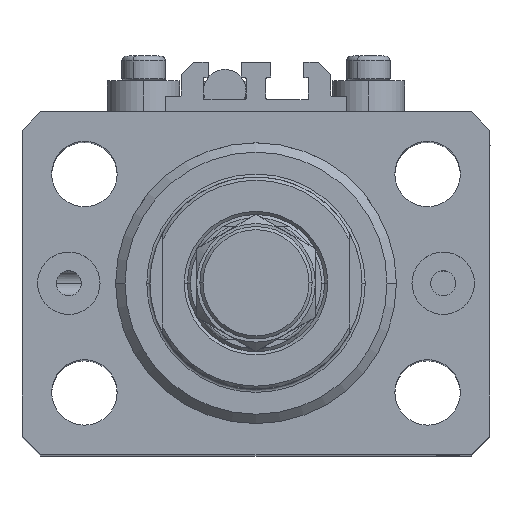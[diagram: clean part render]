
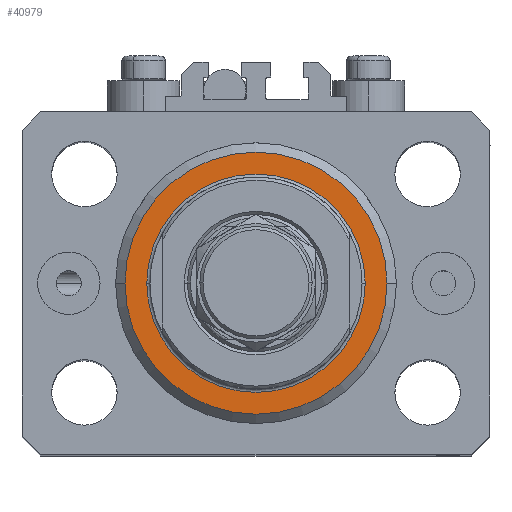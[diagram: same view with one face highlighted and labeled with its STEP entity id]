
A CAD part, top view. The second image highlights one B-rep face of the part: STEP entity #40979.
In plain terms, the highlighted face is planar.
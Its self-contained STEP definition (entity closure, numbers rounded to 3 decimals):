
#1650 = AXIS2_PLACEMENT_3D ( 'NONE', #6286, #36935, #3001 ) ;
#2590 = DIRECTION ( 'NONE',  ( 0., 0., -1. ) ) ;
#2742 = FACE_BOUND ( 'NONE', #35878, .T. ) ;
#3001 = DIRECTION ( 'NONE',  ( 1., 0., 0. ) ) ;
#6286 = CARTESIAN_POINT ( 'NONE',  ( 0., 0., 0. ) ) ;
#6903 = CARTESIAN_POINT ( 'NONE',  ( 17.5, 0., 0. ) ) ;
#7727 = VERTEX_POINT ( 'NONE', #6903 ) ;
#8281 = AXIS2_PLACEMENT_3D ( 'NONE', #10516, #11753, #23325 ) ;
#9875 = ORIENTED_EDGE ( 'NONE', *, *, #38253, .T. ) ;
#10516 = CARTESIAN_POINT ( 'NONE',  ( 0., 0., 0. ) ) ;
#10601 = AXIS2_PLACEMENT_3D ( 'NONE', #25962, #17908, #18144 ) ;
#11753 = DIRECTION ( 'NONE',  ( 0., 0., 1. ) ) ;
#12980 = CIRCLE ( 'NONE', #10601, 21. ) ;
#13235 = EDGE_CURVE ( 'NONE', #7727, #42277, #27772, .T. ) ;
#14403 = DIRECTION ( 'NONE',  ( 1., 0., 0. ) ) ;
#15102 = VERTEX_POINT ( 'NONE', #26040 ) ;
#15273 = CIRCLE ( 'NONE', #1650, 17.5 ) ;
#17908 = DIRECTION ( 'NONE',  ( 0., 0., -1. ) ) ;
#18144 = DIRECTION ( 'NONE',  ( 1., 0., 0. ) ) ;
#22103 = AXIS2_PLACEMENT_3D ( 'NONE', #48815, #45540, #14403 ) ;
#23325 = DIRECTION ( 'NONE',  ( 1., 0., 0. ) ) ;
#24422 = EDGE_CURVE ( 'NONE', #15102, #37935, #33531, .T. ) ;
#25962 = CARTESIAN_POINT ( 'NONE',  ( 0., 0., 0. ) ) ;
#26040 = CARTESIAN_POINT ( 'NONE',  ( -21., 0., 0. ) ) ;
#27772 = CIRCLE ( 'NONE', #22103, 17.5 ) ;
#33385 = FACE_OUTER_BOUND ( 'NONE', #42187, .T. ) ;
#33531 = CIRCLE ( 'NONE', #49559, 21. ) ;
#34324 = CARTESIAN_POINT ( 'NONE',  ( -17.5, 0., 0. ) ) ;
#34620 = EDGE_CURVE ( 'NONE', #42277, #7727, #15273, .T. ) ;
#35878 = EDGE_LOOP ( 'NONE', ( #42594, #45779 ) ) ;
#36506 = DIRECTION ( 'NONE',  ( 1., 0., 0. ) ) ;
#36935 = DIRECTION ( 'NONE',  ( 0., 0., 1. ) ) ;
#37008 = CARTESIAN_POINT ( 'NONE',  ( 0., 0., 0. ) ) ;
#37935 = VERTEX_POINT ( 'NONE', #38308 ) ;
#38253 = EDGE_CURVE ( 'NONE', #37935, #15102, #12980, .T. ) ;
#38308 = CARTESIAN_POINT ( 'NONE',  ( 21., 0., 0. ) ) ;
#40979 = ADVANCED_FACE ( 'NONE', ( #2742, #33385 ), #44937, .F. ) ;
#42187 = EDGE_LOOP ( 'NONE', ( #9875, #46322 ) ) ;
#42277 = VERTEX_POINT ( 'NONE', #34324 ) ;
#42594 = ORIENTED_EDGE ( 'NONE', *, *, #13235, .T. ) ;
#44937 = PLANE ( 'NONE',  #8281 ) ;
#45540 = DIRECTION ( 'NONE',  ( 0., 0., 1. ) ) ;
#45779 = ORIENTED_EDGE ( 'NONE', *, *, #34620, .T. ) ;
#46322 = ORIENTED_EDGE ( 'NONE', *, *, #24422, .T. ) ;
#48815 = CARTESIAN_POINT ( 'NONE',  ( 0., 0., 0. ) ) ;
#49559 = AXIS2_PLACEMENT_3D ( 'NONE', #37008, #2590, #36506 ) ;
